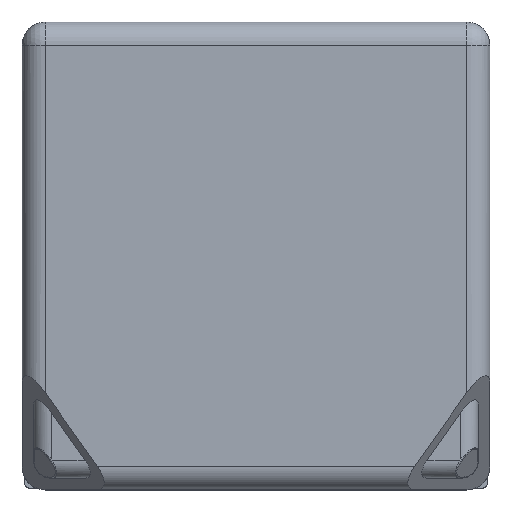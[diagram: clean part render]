
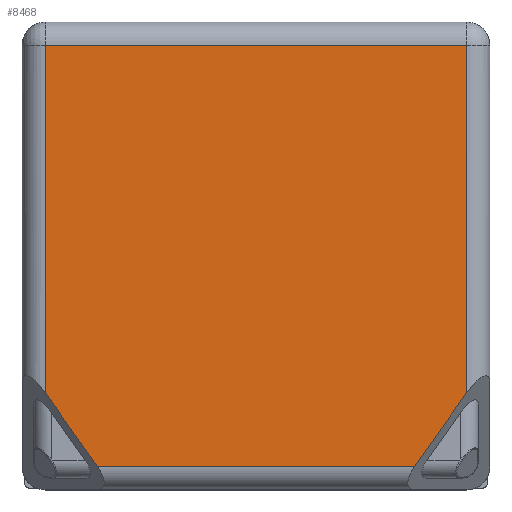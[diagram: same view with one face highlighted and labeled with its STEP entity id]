
A CAD part, top view. The second image highlights one B-rep face of the part: STEP entity #8468.
In plain terms, the highlighted planar face has unit normal (0, 0, 1).
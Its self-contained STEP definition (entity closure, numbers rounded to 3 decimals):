
#194 = CARTESIAN_POINT ( 'NONE',  ( -18.2, -11.828, 40.5 ) ) ;
#382 = LINE ( 'NONE', #3580, #3509 ) ;
#576 = CARTESIAN_POINT ( 'NONE',  ( 18.2, 0., 40.5 ) ) ;
#664 = VERTEX_POINT ( 'NONE', #4297 ) ;
#1004 = VERTEX_POINT ( 'NONE', #4036 ) ;
#1283 = EDGE_CURVE ( 'NONE', #1004, #9563, #4832, .T. ) ;
#1319 = ORIENTED_EDGE ( 'NONE', *, *, #2164, .F. ) ;
#1371 = VECTOR ( 'NONE', #4589, 1000. ) ;
#2162 = VERTEX_POINT ( 'NONE', #6740 ) ;
#2164 = EDGE_CURVE ( 'NONE', #9861, #4422, #8872, .T. ) ;
#2247 = ORIENTED_EDGE ( 'NONE', *, *, #6689, .T. ) ;
#2288 = CARTESIAN_POINT ( 'NONE',  ( 13.695, -18.2, 40.5 ) ) ;
#2317 = CARTESIAN_POINT ( 'NONE',  ( 18.2, -11.828, 40.5 ) ) ;
#2678 = LINE ( 'NONE', #3597, #5237 ) ;
#2749 = DIRECTION ( 'NONE',  ( -0.577, -0.816, 0. ) ) ;
#2790 = DIRECTION ( 'NONE',  ( -1., 0., 0. ) ) ;
#3116 = VECTOR ( 'NONE', #9381, 1000. ) ;
#3278 = CARTESIAN_POINT ( 'NONE',  ( 0., 0., 40.5 ) ) ;
#3401 = EDGE_CURVE ( 'NONE', #9563, #2162, #4656, .T. ) ;
#3462 = EDGE_CURVE ( 'NONE', #664, #9861, #7083, .T. ) ;
#3509 = VECTOR ( 'NONE', #3542, 1000. ) ;
#3542 = DIRECTION ( 'NONE',  ( 1., 0., 0. ) ) ;
#3580 = CARTESIAN_POINT ( 'NONE',  ( 0., -18.2, 40.5 ) ) ;
#3597 = CARTESIAN_POINT ( 'NONE',  ( 0., 18.2, 40.5 ) ) ;
#3617 = EDGE_LOOP ( 'NONE', ( #7908, #1319, #9225, #2247, #9846, #7948 ) ) ;
#3726 = CARTESIAN_POINT ( 'NONE',  ( -17.709, -12.522, 40.5 ) ) ;
#4036 = CARTESIAN_POINT ( 'NONE',  ( -18.2, 18.2, 40.5 ) ) ;
#4104 = DIRECTION ( 'NONE',  ( 0., 0., 1. ) ) ;
#4297 = CARTESIAN_POINT ( 'NONE',  ( 18.2, 18.2, 40.5 ) ) ;
#4422 = VERTEX_POINT ( 'NONE', #2288 ) ;
#4589 = DIRECTION ( 'NONE',  ( 0., -1., 0. ) ) ;
#4656 = LINE ( 'NONE', #3726, #3116 ) ;
#4832 = LINE ( 'NONE', #8398, #5723 ) ;
#4928 = VECTOR ( 'NONE', #2749, 1000. ) ;
#5237 = VECTOR ( 'NONE', #2790, 1000. ) ;
#5492 = EDGE_CURVE ( 'NONE', #2162, #4422, #382, .T. ) ;
#5723 = VECTOR ( 'NONE', #9178, 1000. ) ;
#5783 = DIRECTION ( 'NONE',  ( 0., -1., 0. ) ) ;
#6689 = EDGE_CURVE ( 'NONE', #664, #1004, #2678, .T. ) ;
#6710 = AXIS2_PLACEMENT_3D ( 'NONE', #3278, #4104, #5783 ) ;
#6740 = CARTESIAN_POINT ( 'NONE',  ( -13.695, -18.2, 40.5 ) ) ;
#7083 = LINE ( 'NONE', #576, #1371 ) ;
#7908 = ORIENTED_EDGE ( 'NONE', *, *, #5492, .T. ) ;
#7948 = ORIENTED_EDGE ( 'NONE', *, *, #3401, .T. ) ;
#8379 = FACE_OUTER_BOUND ( 'NONE', #3617, .T. ) ;
#8398 = CARTESIAN_POINT ( 'NONE',  ( -18.2, 0., 40.5 ) ) ;
#8468 = ADVANCED_FACE ( 'NONE', ( #8379 ), #9617, .T. ) ;
#8872 = LINE ( 'NONE', #9953, #4928 ) ;
#9178 = DIRECTION ( 'NONE',  ( 0., -1., 0. ) ) ;
#9225 = ORIENTED_EDGE ( 'NONE', *, *, #3462, .F. ) ;
#9381 = DIRECTION ( 'NONE',  ( 0.577, -0.816, 0. ) ) ;
#9563 = VERTEX_POINT ( 'NONE', #194 ) ;
#9617 = PLANE ( 'NONE',  #6710 ) ;
#9846 = ORIENTED_EDGE ( 'NONE', *, *, #1283, .T. ) ;
#9861 = VERTEX_POINT ( 'NONE', #2317 ) ;
#9953 = CARTESIAN_POINT ( 'NONE',  ( 17.709, -12.522, 40.5 ) ) ;
